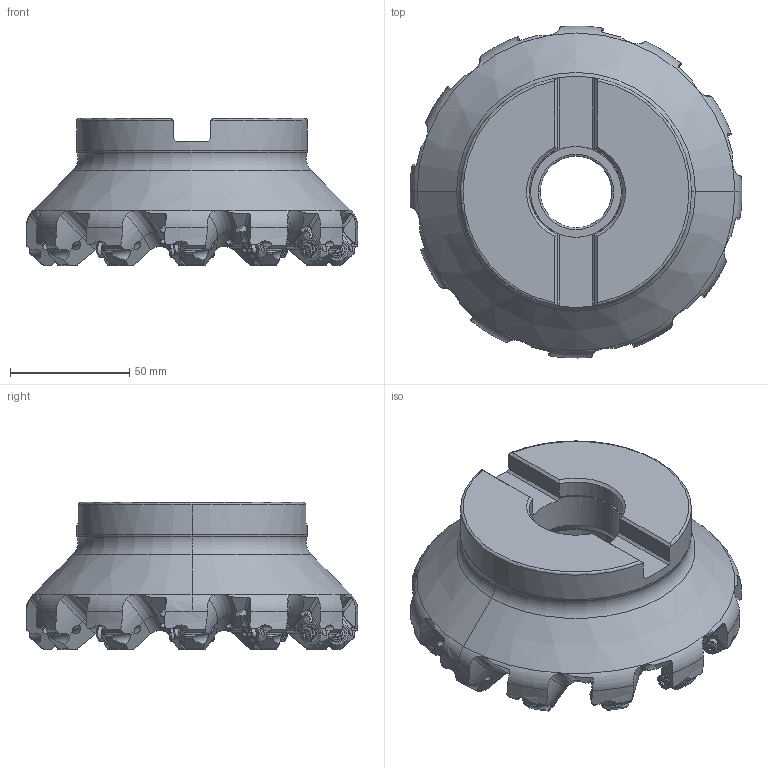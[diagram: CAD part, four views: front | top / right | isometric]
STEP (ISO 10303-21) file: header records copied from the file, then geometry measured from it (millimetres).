
FILE_DESCRIPTION(/* description */ (''),/* implementation_level */ '2;1');
FILE_NAME(/* name */ 'WSX445UR0512EA.stp',/* time_stamp */ '2021-09-08T11:36:31+09:00',/* author */ (''),/* organization */ (''),/* preprocessor_version */ 'ST-DEVELOPER v16',/* originating_system */ 'SIEMENS PLM Software NX 10.0',/* authorisation */ '');
FILE_SCHEMA (('AUTOMOTIVE_DESIGN { 1 0 10303 214 3 1 1 1 }'));
Length unit declared in the file: millimetre
Products named in the file (1): WSX445UR0512EA_ASM
Bounding box: 139.27 x 139.27 x 61.75 mm (x, y, z)
Volume: 464286.7 mm3; surface area: 63338.1 mm2
Topology: 13 solids, 13 shells, 1763 faces, 4598 edges, 2891 vertices
Faces by surface type: cylinder 564, plane 393, bspline 372, torus 184, extrusion 96, sphere 84, cone 70
Entity records: 123288 total; most frequent: CARTESIAN_POINT 83327, ORIENTED_EDGE 9148, DIRECTION 7000, EDGE_CURVE 4574, VERTEX_POINT 2836, AXIS2_PLACEMENT_3D 2814, B_SPLINE_CURVE_WITH_KNOTS 1932, EDGE_LOOP 1812
